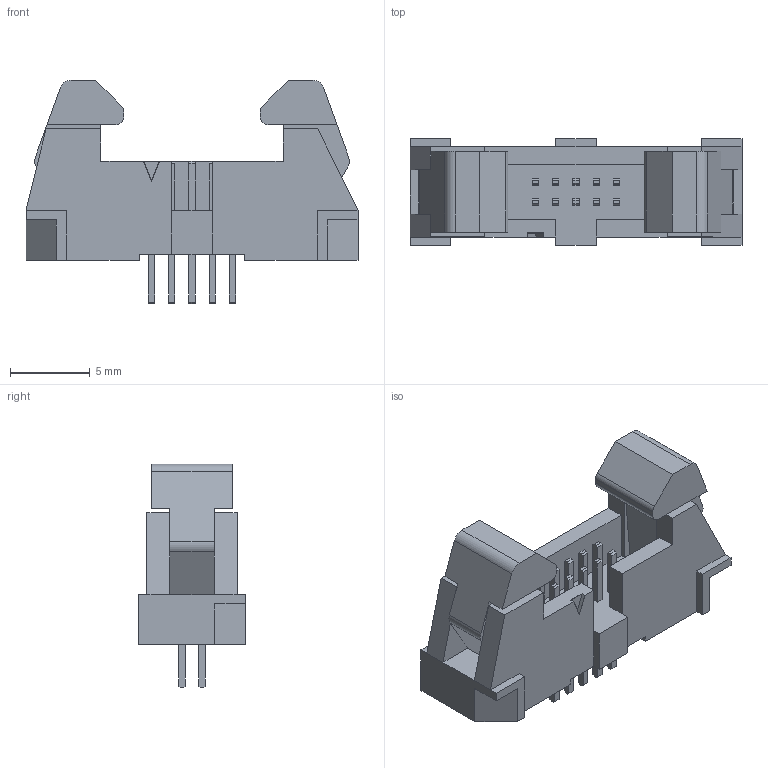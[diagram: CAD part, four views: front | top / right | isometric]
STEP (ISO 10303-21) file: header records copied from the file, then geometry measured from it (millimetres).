
FILE_DESCRIPTION(('FreeCAD Model'),'2;1');
FILE_NAME('K_EHF_105_01_L_D.step','2017-01-10T16:39:52',( 'Author'),(''),'Open CASCADE STEP processor 6.8','FreeCAD','Unknown' );
FILE_SCHEMA(('AUTOMOTIVE_DESIGN_CC2 { 1 2 10303 214 -1 1 5 4 }'));
Length unit declared in the file: millimetre
Products named in the file (2): ASSEMBLY; K_EHF_105_01_L_D
Assembly tree (1 placements, depth 2):
  ASSEMBLY
    K_EHF_105_01_L_D
Bounding box: 20.83 x 6.68 x 14.02 mm (x, y, z)
Volume: 764.3 mm3; surface area: 1006.4 mm2
Topology: 1 solids, 1 shells, 239 faces, 634 edges, 417 vertices
Faces by surface type: plane 231, cylinder 8
Entity records: 17739 total; most frequent: CARTESIAN_POINT 3488, DIRECTION 2208, LINE 1678, VECTOR 1678, ORIENTED_EDGE 1268, PCURVE 1268, DEFINITIONAL_REPRESENTATION 1268, EDGE_CURVE 634
